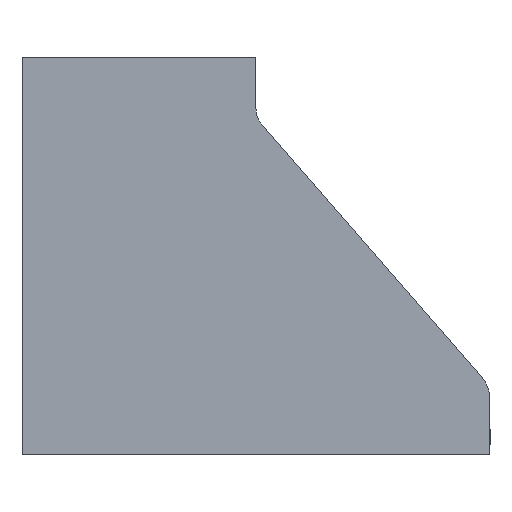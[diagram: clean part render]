
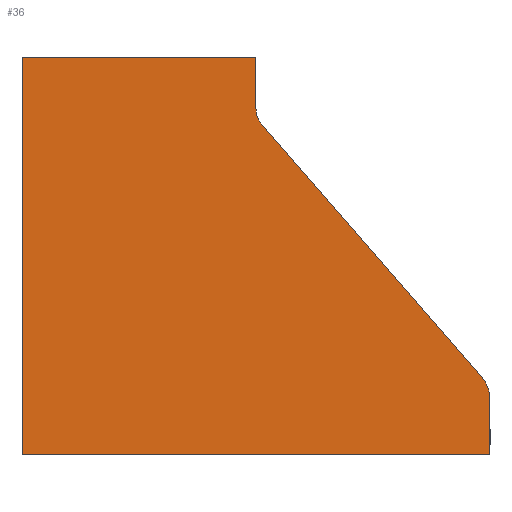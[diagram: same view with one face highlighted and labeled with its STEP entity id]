
A CAD part, front view. The second image highlights one B-rep face of the part: STEP entity #36.
In plain terms, the highlighted planar face has unit normal (0, -1, 0).
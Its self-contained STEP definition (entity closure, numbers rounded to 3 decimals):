
#36 = ADVANCED_FACE ( 'NONE', ( #1133 ), #1704, .F. ) ;
#116 = CARTESIAN_POINT ( 'NONE',  ( 500., 0., -292.853 ) ) ;
#117 = DIRECTION ( 'NONE',  ( 0., 0., 1. ) ) ;
#153 = CARTESIAN_POINT ( 'NONE',  ( 300., 0., 0. ) ) ;
#157 = DIRECTION ( 'NONE',  ( 0., 0., 1. ) ) ;
#253 = EDGE_CURVE ( 'NONE', #1062, #1058, #1188, .T. ) ;
#257 = EDGE_CURVE ( 'NONE', #1039, #1037, #1195, .T. ) ;
#259 = EDGE_CURVE ( 'NONE', #992, #1078, #1201, .T. ) ;
#261 = EDGE_CURVE ( 'NONE', #1064, #992, #1203, .T. ) ;
#277 = DIRECTION ( 'NONE',  ( 0., 0., 1. ) ) ;
#282 = DIRECTION ( 'NONE',  ( 0., 0., 1. ) ) ;
#283 = DIRECTION ( 'NONE',  ( 0., -1., 0. ) ) ;
#284 = CARTESIAN_POINT ( 'NONE',  ( 470., 0., -292.853 ) ) ;
#287 = CARTESIAN_POINT ( 'NONE',  ( 100., 0., 0. ) ) ;
#299 = CARTESIAN_POINT ( 'NONE',  ( 304.908, 0., -57.278 ) ) ;
#329 = CARTESIAN_POINT ( 'NONE',  ( 500., 0., -292.853 ) ) ;
#342 = CARTESIAN_POINT ( 'NONE',  ( 300., 0., 0. ) ) ;
#343 = CARTESIAN_POINT ( 'NONE',  ( 100., 0., 0. ) ) ;
#402 = ORIENTED_EDGE ( 'NONE', *, *, #1422, .T. ) ;
#403 = ORIENTED_EDGE ( 'NONE', *, *, #259, .T. ) ;
#404 = ORIENTED_EDGE ( 'NONE', *, *, #261, .T. ) ;
#405 = ORIENTED_EDGE ( 'NONE', *, *, #948, .T. ) ;
#406 = ORIENTED_EDGE ( 'NONE', *, *, #1384, .T. ) ;
#407 = ORIENTED_EDGE ( 'NONE', *, *, #253, .F. ) ;
#408 = ORIENTED_EDGE ( 'NONE', *, *, #951, .F. ) ;
#409 = ORIENTED_EDGE ( 'NONE', *, *, #257, .F. ) ;
#524 = EDGE_LOOP ( 'NONE', ( #409, #408, #407, #406, #405, #404, #403, #402 ) ) ;
#796 = LINE ( 'NONE', #116, #798 ) ;
#798 = VECTOR ( 'NONE', #117, 1000. ) ;
#818 = LINE ( 'NONE', #153, #824 ) ;
#824 = VECTOR ( 'NONE', #157, 1000. ) ;
#948 = EDGE_CURVE ( 'NONE', #1024, #1064, #1217, .T. ) ;
#951 = EDGE_CURVE ( 'NONE', #1058, #1039, #1222, .T. ) ;
#959 = AXIS2_PLACEMENT_3D ( 'NONE', #284, #283, #282 ) ;
#992 = VERTEX_POINT ( 'NONE', #299 ) ;
#1024 = VERTEX_POINT ( 'NONE', #329 ) ;
#1037 = VERTEX_POINT ( 'NONE', #342 ) ;
#1039 = VERTEX_POINT ( 'NONE', #343 ) ;
#1058 = VERTEX_POINT ( 'NONE', #1557 ) ;
#1062 = VERTEX_POINT ( 'NONE', #1566 ) ;
#1064 = VERTEX_POINT ( 'NONE', #1573 ) ;
#1078 = VERTEX_POINT ( 'NONE', #1591 ) ;
#1133 = FACE_OUTER_BOUND ( 'NONE', #524, .T. ) ;
#1188 = LINE ( 'NONE', #1294, #1192 ) ;
#1192 = VECTOR ( 'NONE', #1268, 1000. ) ;
#1195 = LINE ( 'NONE', #1297, #1200 ) ;
#1200 = VECTOR ( 'NONE', #1276, 1000. ) ;
#1201 = CIRCLE ( 'NONE', #1318, 20. ) ;
#1203 = LINE ( 'NONE', #1306, #1206 ) ;
#1206 = VECTOR ( 'NONE', #1264, 1000. ) ;
#1217 = CIRCLE ( 'NONE', #959, 30. ) ;
#1222 = LINE ( 'NONE', #287, #1226 ) ;
#1226 = VECTOR ( 'NONE', #277, 1000. ) ;
#1264 = DIRECTION ( 'NONE',  ( -0.656, 0., 0.755 ) ) ;
#1268 = DIRECTION ( 'NONE',  ( -1., 0., 0. ) ) ;
#1271 = CARTESIAN_POINT ( 'NONE',  ( 320., 0., -44.155 ) ) ;
#1276 = DIRECTION ( 'NONE',  ( 1., 0., 0. ) ) ;
#1294 = CARTESIAN_POINT ( 'NONE',  ( -300., 0., -340. ) ) ;
#1297 = CARTESIAN_POINT ( 'NONE',  ( -100., 0., 0. ) ) ;
#1306 = CARTESIAN_POINT ( 'NONE',  ( 304.908, 0., -57.278 ) ) ;
#1308 = DIRECTION ( 'NONE',  ( 0., 0., 1. ) ) ;
#1313 = DIRECTION ( 'NONE',  ( 0., 1., 0. ) ) ;
#1318 = AXIS2_PLACEMENT_3D ( 'NONE', #1271, #1313, #1308 ) ;
#1384 = EDGE_CURVE ( 'NONE', #1062, #1024, #796, .T. ) ;
#1422 = EDGE_CURVE ( 'NONE', #1078, #1037, #818, .T. ) ;
#1557 = CARTESIAN_POINT ( 'NONE',  ( 100., 0., -340. ) ) ;
#1566 = CARTESIAN_POINT ( 'NONE',  ( 500., 0., -340. ) ) ;
#1573 = CARTESIAN_POINT ( 'NONE',  ( 492.638, 0., -273.168 ) ) ;
#1591 = CARTESIAN_POINT ( 'NONE',  ( 300., 0., -44.155 ) ) ;
#1610 = AXIS2_PLACEMENT_3D ( 'NONE', #1657, #1697, #1696 ) ;
#1657 = CARTESIAN_POINT ( 'NONE',  ( -120., 0., -44.155 ) ) ;
#1696 = DIRECTION ( 'NONE',  ( 0., 0., 1. ) ) ;
#1697 = DIRECTION ( 'NONE',  ( 0., 1., 0. ) ) ;
#1704 = PLANE ( 'NONE',  #1610 ) ;
